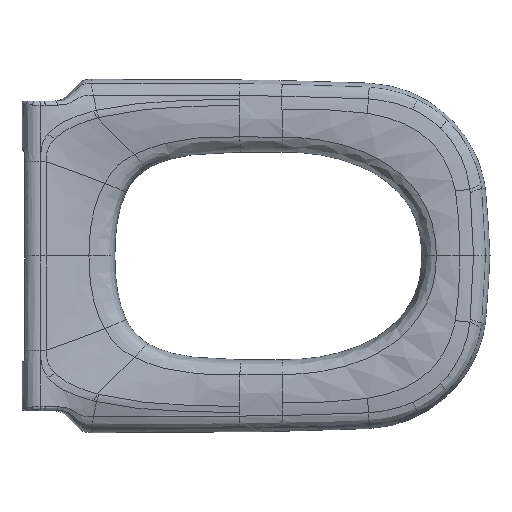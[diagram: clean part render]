
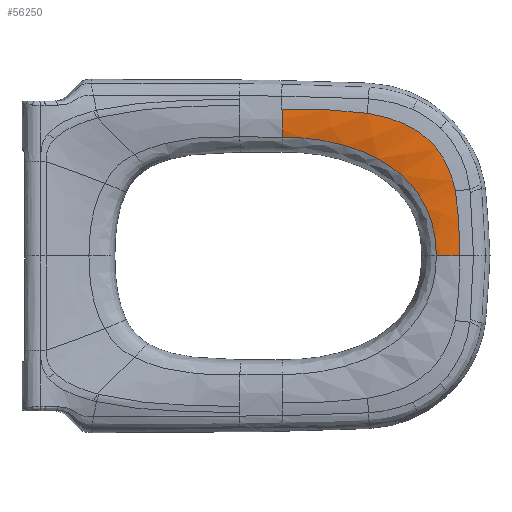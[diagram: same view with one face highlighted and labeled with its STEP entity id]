
A CAD part, top view. The second image highlights one B-rep face of the part: STEP entity #56250.
In plain terms, the highlighted free-form (B-spline) face has degree [2, 6] with [3, 7] control points.
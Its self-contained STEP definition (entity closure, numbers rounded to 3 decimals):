
#18242=CARTESIAN_POINT('',(-447.823,0.,4.324));
#18243=VERTEX_POINT('',#18242);
#29626=CARTESIAN_POINT('',(-423.339,0.0,4.238));
#29627=VERTEX_POINT('',#29626);
#29628=CARTESIAN_POINT('',(-447.823,0.,4.324));
#29629=CARTESIAN_POINT('',(-432.556,0.,6.469));
#29630=CARTESIAN_POINT('',(-423.339,0.0,4.238));
#29631=QUASI_UNIFORM_CURVE('',2,(#29628,#29629,#29630),.UNSPECIFIED.,.F.,.U.);
#29632=EDGE_CURVE('',#18243,#29627,#29631,.T.);
#45023=CARTESIAN_POINT('',(-260.101,-125.652,2.778));
#45024=VERTEX_POINT('',#45023);
#45034=CARTESIAN_POINT('',(-259.941,-155.441,4.108));
#45035=VERTEX_POINT('',#45034);
#45036=CARTESIAN_POINT('',(-260.101,-125.652,2.778));
#45037=CARTESIAN_POINT('',(-260.021,-137.793,6.154));
#45038=CARTESIAN_POINT('',(-259.941,-155.435,4.109));
#45039=B_SPLINE_CURVE_WITH_KNOTS('',2,(#45036,#45037,#45038),.UNSPECIFIED.,.F.,.U.,(3,3),(0.0,0.636),.UNSPECIFIED.);
#45040=EDGE_CURVE('',#45024,#45035,#45039,.T.);
#45165=CARTESIAN_POINT('',(-350.44,-150.971,3.584));
#45166=VERTEX_POINT('',#45165);
#45167=CARTESIAN_POINT('',(-259.941,-155.444,4.108));
#45168=CARTESIAN_POINT('',(-276.519,-155.109,4.118));
#45169=CARTESIAN_POINT('',(-292.885,-155.244,3.972));
#45170=CARTESIAN_POINT('',(-308.891,-155.115,3.813));
#45171=CARTESIAN_POINT('',(-323.911,-154.416,3.688));
#45172=CARTESIAN_POINT('',(-337.673,-153.068,3.611));
#45173=CARTESIAN_POINT('',(-350.44,-150.971,3.585));
#45174=QUASI_UNIFORM_CURVE('',6,(#45167,#45168,#45169,#45170,#45171,#45172,#45173),.UNSPECIFIED.,.F.,.U.);
#45175=EDGE_CURVE('',#45035,#45166,#45174,.T.);
#45216=CARTESIAN_POINT('',(-443.435,-68.71,4.477));
#45217=VERTEX_POINT('',#45216);
#45218=CARTESIAN_POINT('',(-350.44,-150.971,3.583));
#45219=CARTESIAN_POINT('',(-385.79,-145.16,3.504));
#45220=CARTESIAN_POINT('',(-409.503,-133.877,3.83));
#45221=CARTESIAN_POINT('',(-426.822,-117.214,4.343));
#45222=CARTESIAN_POINT('',(-437.756,-96.565,4.502));
#45223=CARTESIAN_POINT('',(-443.435,-68.711,4.477));
#45224=B_SPLINE_CURVE_WITH_KNOTS('',5,(#45218,#45219,#45220,#45221,#45222,#45223),.UNSPECIFIED.,.F.,.U.,(6,6),(0.0,0.519),.UNSPECIFIED.);
#45225=EDGE_CURVE('',#45166,#45217,#45224,.T.);
#45269=CARTESIAN_POINT('',(-443.435,-68.709,4.477));
#45270=CARTESIAN_POINT('',(-445.334,-59.388,4.468));
#45271=CARTESIAN_POINT('',(-446.669,-49.321,4.443));
#45272=CARTESIAN_POINT('',(-447.461,-38.472,4.396));
#45273=CARTESIAN_POINT('',(-447.824,-26.741,4.356));
#45274=CARTESIAN_POINT('',(-447.861,-13.983,4.322));
#45275=CARTESIAN_POINT('',(-447.823,0.,4.324));
#45276=B_SPLINE_CURVE_WITH_KNOTS('',6,(#45269,#45270,#45271,#45272,#45273,#45274,#45275),.UNSPECIFIED.,.F.,.U.,(7,7),(0.0,0.215),.UNSPECIFIED.);
#45277=EDGE_CURVE('',#45217,#18243,#45276,.T.);
#56211=CARTESIAN_POINT('',(-259.941,-155.448,4.107));
#56212=CARTESIAN_POINT('',(-260.021,-137.798,6.156));
#56213=CARTESIAN_POINT('',(-260.101,-125.652,2.778));
#56214=CARTESIAN_POINT('',(-321.366,-154.191,4.149));
#56215=CARTESIAN_POINT('',(-316.503,-138.711,6.101));
#56216=CARTESIAN_POINT('',(-311.773,-125.7,2.977));
#56217=CARTESIAN_POINT('',(-392.253,-159.51,1.959));
#56218=CARTESIAN_POINT('',(-360.173,-128.834,6.165));
#56219=CARTESIAN_POINT('',(-348.676,-114.689,-0.927));
#56220=CARTESIAN_POINT('',(-421.512,-133.645,4.636));
#56221=CARTESIAN_POINT('',(-396.674,-114.51,8.323));
#56222=CARTESIAN_POINT('',(-379.868,-100.199,3.826));
#56223=CARTESIAN_POINT('',(-446.532,-102.664,4.975));
#56224=CARTESIAN_POINT('',(-420.564,-84.404,9.082));
#56225=CARTESIAN_POINT('',(-407.582,-76.718,3.879));
#56226=CARTESIAN_POINT('',(-448.006,-63.34,4.317));
#56227=CARTESIAN_POINT('',(-432.719,-49.577,6.489));
#56228=CARTESIAN_POINT('',(-423.347,-44.46,4.225));
#56229=CARTESIAN_POINT('',(-447.826,0.,4.324));
#56230=CARTESIAN_POINT('',(-432.557,0.,6.47));
#56231=CARTESIAN_POINT('',(-423.339,0.0,4.238));
#56232=B_SPLINE_SURFACE_WITH_KNOTS('',2,6,((#56211,#56214,#56217,#56220,#56223,#56226,#56229),(#56212,#56215,#56218,#56221,#56224,#56227,#56230),(#56213,#56216,#56219,#56222,#56225,#56228,#56231)),.UNSPECIFIED.,.F.,.F.,.U.,(3,3),(7,7),(0.,1.0),(0.,1.0),.UNSPECIFIED.);
#56233=ORIENTED_EDGE('',*,*,#45040,.F.);
#56234=CARTESIAN_POINT('',(-423.339,0.0,4.238));
#56235=CARTESIAN_POINT('',(-423.347,-44.46,4.225));
#56236=CARTESIAN_POINT('',(-407.582,-76.718,3.879));
#56237=CARTESIAN_POINT('',(-379.868,-100.199,3.826));
#56238=CARTESIAN_POINT('',(-348.676,-114.689,-0.927));
#56239=CARTESIAN_POINT('',(-311.773,-125.7,2.977));
#56240=CARTESIAN_POINT('',(-260.101,-125.652,2.778));
#56241=QUASI_UNIFORM_CURVE('',6,(#56234,#56235,#56236,#56237,#56238,#56239,#56240),.UNSPECIFIED.,.F.,.U.);
#56242=EDGE_CURVE('',#29627,#45024,#56241,.T.);
#56243=ORIENTED_EDGE('',*,*,#56242,.F.);
#56244=ORIENTED_EDGE('',*,*,#29632,.F.);
#56245=ORIENTED_EDGE('',*,*,#45277,.F.);
#56246=ORIENTED_EDGE('',*,*,#45225,.F.);
#56247=ORIENTED_EDGE('',*,*,#45175,.F.);
#56248=EDGE_LOOP('',(#56233,#56243,#56244,#56245,#56246,#56247));
#56249=FACE_OUTER_BOUND('',#56248,.T.);
#56250=ADVANCED_FACE('',(#56249),#56232,.T.);
